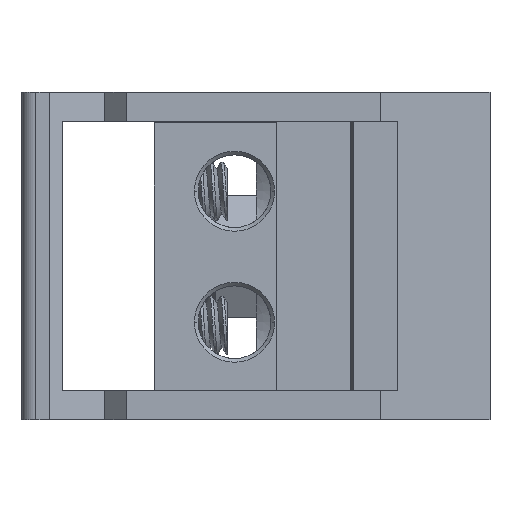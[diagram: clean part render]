
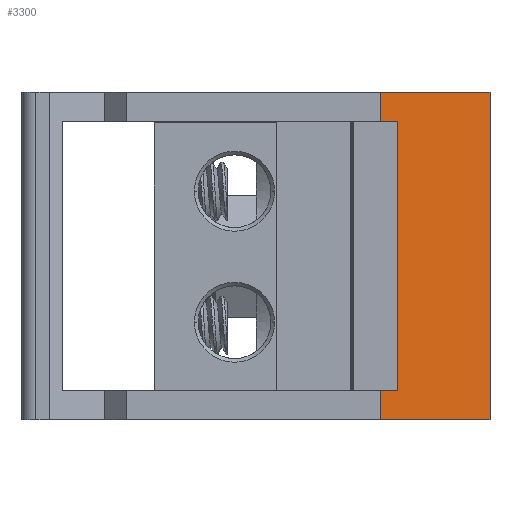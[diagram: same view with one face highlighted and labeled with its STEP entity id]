
A CAD part, left-side view. The second image highlights one B-rep face of the part: STEP entity #3300.
In plain terms, the highlighted planar face has unit normal (-0.707, -0.707, 0).
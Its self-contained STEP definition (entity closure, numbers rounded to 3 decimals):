
#598=DIRECTION('',(0.707,-0.707,0.));
#599=VECTOR('',#598,21.213);
#600=CARTESIAN_POINT('',(23.389,78.481,0.));
#601=LINE('',#600,#599);
#945=DIRECTION('',(-0.707,0.707,0.));
#946=VECTOR('',#945,21.213);
#947=CARTESIAN_POINT('',(38.389,63.481,45.));
#948=LINE('',#947,#946);
#1193=DIRECTION('',(-0.707,0.707,0.));
#1194=VECTOR('',#1193,3.159);
#1195=CARTESIAN_POINT('',(25.623,76.248,4.));
#1196=LINE('',#1195,#1194);
#1401=DIRECTION('',(0.,0.,-1.));
#1402=VECTOR('',#1401,45.);
#1403=CARTESIAN_POINT('',(38.389,63.481,45.));
#1404=LINE('',#1403,#1402);
#1429=DIRECTION('',(0.707,-0.707,0.));
#1430=VECTOR('',#1429,3.159);
#1431=CARTESIAN_POINT('',(23.389,78.481,41.));
#1432=LINE('',#1431,#1430);
#1543=DIRECTION('',(0.,0.,-1.));
#1544=VECTOR('',#1543,37.);
#1545=CARTESIAN_POINT('',(25.623,76.248,41.));
#1546=LINE('',#1545,#1544);
#1633=DIRECTION('',(0.,0.,-1.));
#1634=VECTOR('',#1633,4.);
#1635=CARTESIAN_POINT('',(23.389,78.481,45.));
#1636=LINE('',#1635,#1634);
#1645=DIRECTION('',(0.,0.,-1.));
#1646=VECTOR('',#1645,4.);
#1647=CARTESIAN_POINT('',(23.389,78.481,4.));
#1648=LINE('',#1647,#1646);
#1725=CARTESIAN_POINT('',(23.389,78.481,0.));
#1726=VERTEX_POINT('',#1725);
#1727=CARTESIAN_POINT('',(38.389,63.481,0.));
#1728=VERTEX_POINT('',#1727);
#1773=CARTESIAN_POINT('',(38.389,63.481,45.));
#1774=VERTEX_POINT('',#1773);
#1775=CARTESIAN_POINT('',(23.389,78.481,45.));
#1776=VERTEX_POINT('',#1775);
#1921=CARTESIAN_POINT('',(23.389,78.481,41.));
#1922=CARTESIAN_POINT('',(25.623,76.248,41.));
#1923=VERTEX_POINT('',#1921);
#1924=VERTEX_POINT('',#1922);
#1925=CARTESIAN_POINT('',(23.389,78.481,4.));
#1926=VERTEX_POINT('',#1925);
#1927=CARTESIAN_POINT('',(25.623,76.248,4.));
#1928=VERTEX_POINT('',#1927);
#3281=CARTESIAN_POINT('',(30.889,70.981,22.5));
#3282=DIRECTION('',(0.707,0.707,0.));
#3283=DIRECTION('',(0.707,-0.707,0.));
#3284=AXIS2_PLACEMENT_3D('',#3281,#3282,#3283);
#3285=PLANE('',#3284);
#3287=ORIENTED_EDGE('',*,*,#3286,.F.);
#3289=ORIENTED_EDGE('',*,*,#3288,.F.);
#3290=ORIENTED_EDGE('',*,*,#2387,.F.);
#3291=ORIENTED_EDGE('',*,*,#3275,.T.);
#3292=ORIENTED_EDGE('',*,*,#2048,.F.);
#3294=ORIENTED_EDGE('',*,*,#3293,.F.);
#3295=ORIENTED_EDGE('',*,*,#2908,.F.);
#3297=ORIENTED_EDGE('',*,*,#3296,.F.);
#3298=EDGE_LOOP('',(#3287,#3289,#3290,#3291,#3292,#3294,#3295,#3297));
#3299=FACE_OUTER_BOUND('',#3298,.F.);
#3300=ADVANCED_FACE('',(#3299),#3285,.F.);
#2048=EDGE_CURVE('',#1726,#1728,#601,.T.);
#2387=EDGE_CURVE('',#1774,#1776,#948,.T.);
#2908=EDGE_CURVE('',#1928,#1926,#1196,.T.);
#3275=EDGE_CURVE('',#1774,#1728,#1404,.T.);
#3286=EDGE_CURVE('',#1923,#1924,#1432,.T.);
#3288=EDGE_CURVE('',#1776,#1923,#1636,.T.);
#3293=EDGE_CURVE('',#1926,#1726,#1648,.T.);
#3296=EDGE_CURVE('',#1924,#1928,#1546,.T.);
